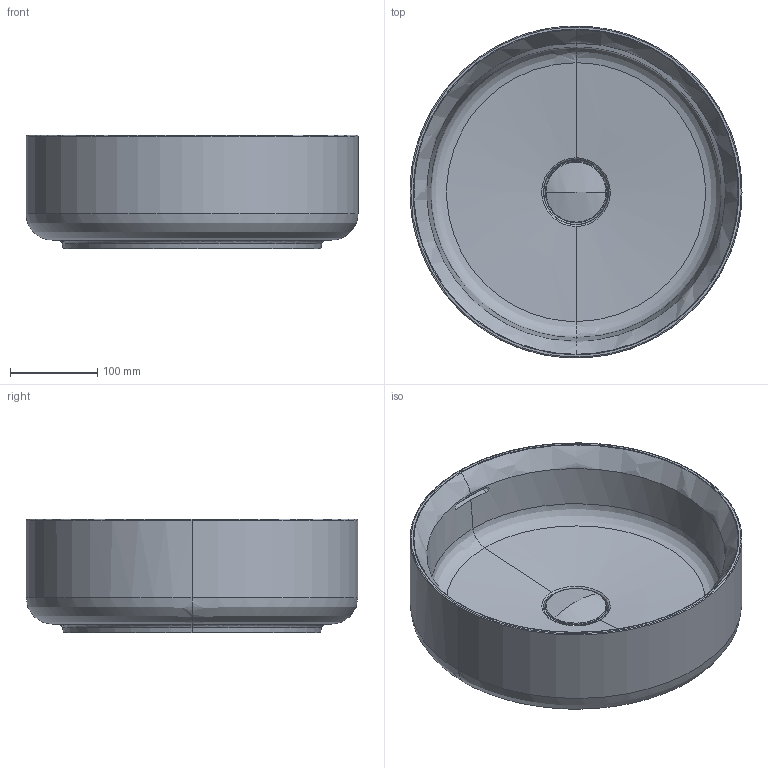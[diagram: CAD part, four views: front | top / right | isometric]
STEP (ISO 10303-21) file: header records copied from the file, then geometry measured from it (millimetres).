
FILE_DESCRIPTION(/* description */ (''),/* implementation_level */ '2;1');
FILE_NAME(/* name */ 'STEP - YL1633_1805780',/* time_stamp */ '2024-12-17T14:43:06+11:00',/* author */ (''),/* organization */ (''),/* preprocessor_version */ 'ST-DEVELOPER v16.5',/* originating_system */ 'Rhino 7.37',/* authorisation */ '');
FILE_SCHEMA (('AUTOMOTIVE_DESIGN'));
Length unit declared in the file: millimetre
Products named in the file (1): Document
Bounding box: 380 x 379.7 x 130 mm (x, y, z)
Volume: 4569517.5 mm3; surface area: 494594.2 mm2
Topology: 2 solids, 2 shells, 80 faces, 194 edges, 117 vertices
Faces by surface type: bspline 45, plane 22, cylinder 13
Entity records: 4603 total; most frequent: CARTESIAN_POINT 3439, ORIENTED_EDGE 384, EDGE_CURVE 192, VERTEX_POINT 117, B_SPLINE_CURVE_WITH_KNOTS 88, EDGE_LOOP 85, ADVANCED_FACE 80, FACE_OUTER_BOUND 80
